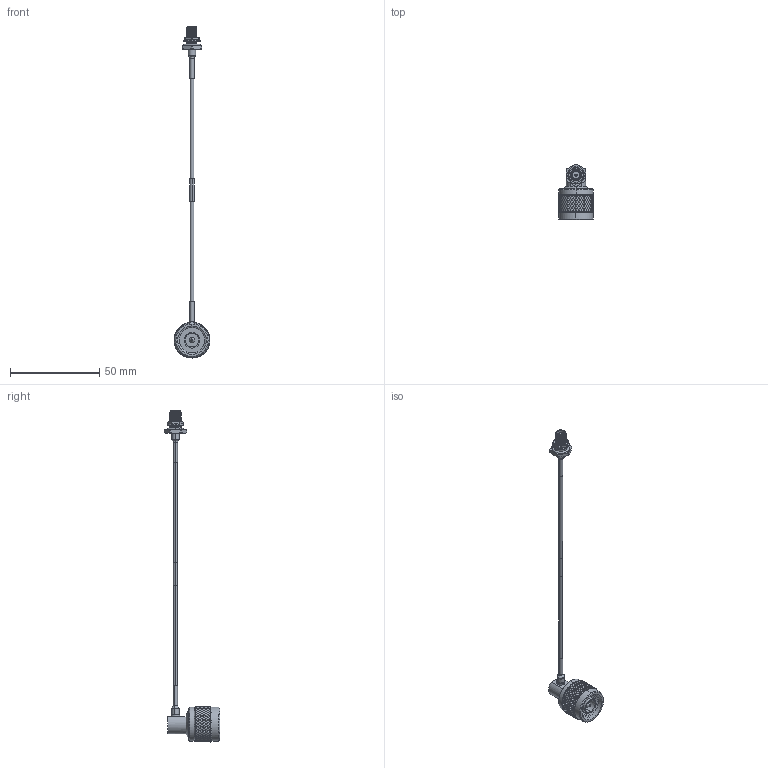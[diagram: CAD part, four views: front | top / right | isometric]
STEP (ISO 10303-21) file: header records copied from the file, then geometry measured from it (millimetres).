
FILE_DESCRIPTION (( 'STEP AP214' ), '1' );
FILE_NAME ('LCCA30552.step', '2020-06-19T21:53:25', ( '' ), ( '' ), 'SwSTEP 2.0', 'SolidWorks 2018', '' );
FILE_SCHEMA (( 'AUTOMOTIVE_DESIGN' ));
Length unit declared in the file: inch
Products named in the file (6): LC085TB (085 FORMABLE); LCCN3044_HS-2; LCCN3052; LCCN3048; 1AW01-002_.08 ID; LCCA30552
Assembly tree (6 placements, depth 2):
  LCCA30552
    LC085TB (085 FORMABLE)
    1AW01-002_.08 ID
    LCCN3048
    LCCN3044_HS-2  x2
    LCCN3052
Bounding box: 20.07 x 31.12 x 186.48 mm (x, y, z)
Volume: 5068.6 mm3; surface area: 7070.9 mm2
Topology: 9 solids, 9 shells, 2543 faces, 5318 edges, 2806 vertices
Faces by surface type: bspline 1687, cylinder 510, cone 280, plane 60, torus 4, sphere 2
Entity records: 107037 total; most frequent: CARTESIAN_POINT 71810, ORIENTED_EDGE 10608, EDGE_CURVE 5304, DIRECTION 3039, VERTEX_POINT 2798, EDGE_LOOP 2556, FACE_OUTER_BOUND 2535, ADVANCED_FACE 2535
